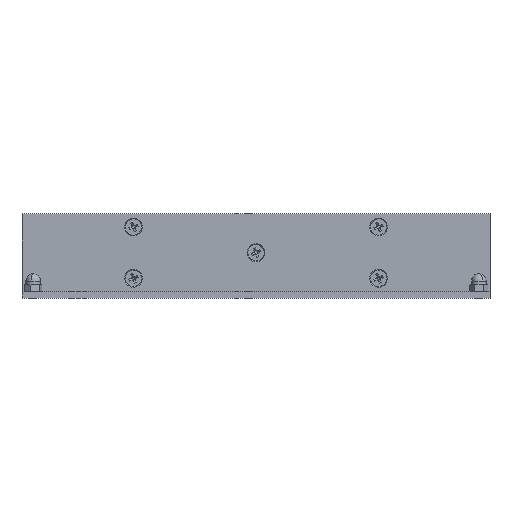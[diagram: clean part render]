
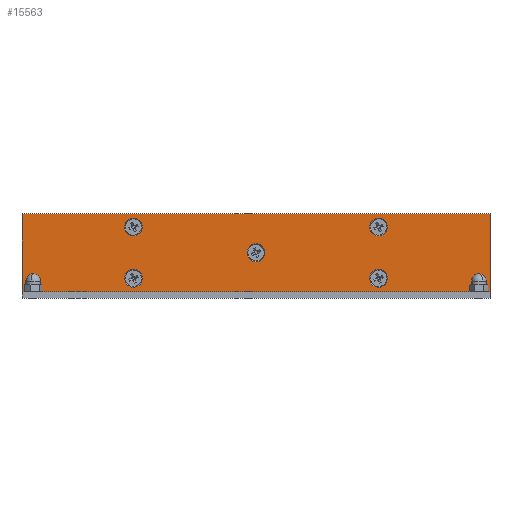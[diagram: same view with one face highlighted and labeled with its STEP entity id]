
A CAD part, top view. The second image highlights one B-rep face of the part: STEP entity #15563.
In plain terms, the highlighted planar face has unit normal (0, 0, 1).
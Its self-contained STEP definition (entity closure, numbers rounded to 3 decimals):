
#54 = AXIS2_PLACEMENT_3D ( 'NONE', #4556, #3338, #782 ) ;
#343 = DIRECTION ( 'NONE',  ( 0., 0., 1. ) ) ;
#473 = AXIS2_PLACEMENT_3D ( 'NONE', #15543, #3815, #737 ) ;
#502 = CIRCLE ( 'NONE', #10352, 4. ) ;
#505 = VERTEX_POINT ( 'NONE', #16685 ) ;
#737 = DIRECTION ( 'NONE',  ( 0., -1., 0. ) ) ;
#753 = CARTESIAN_POINT ( 'NONE',  ( -105., 3., 3. ) ) ;
#782 = DIRECTION ( 'NONE',  ( 0., -1., 0. ) ) ;
#897 = DIRECTION ( 'NONE',  ( -1., 0., 0. ) ) ;
#1034 = VERTEX_POINT ( 'NONE', #2405 ) ;
#1036 = CARTESIAN_POINT ( 'NONE',  ( 0., 20.5, 3. ) ) ;
#1311 = AXIS2_PLACEMENT_3D ( 'NONE', #9557, #1645, #14937 ) ;
#1596 = CARTESIAN_POINT ( 'NONE',  ( -105., 3., 3. ) ) ;
#1645 = DIRECTION ( 'NONE',  ( 0., 0., 1. ) ) ;
#1655 = VECTOR ( 'NONE', #17139, 1000. ) ;
#1789 = CARTESIAN_POINT ( 'NONE',  ( 105., 3., 3. ) ) ;
#2036 = CIRCLE ( 'NONE', #5943, 4. ) ;
#2313 = CARTESIAN_POINT ( 'NONE',  ( 105., 3., 3. ) ) ;
#2405 = CARTESIAN_POINT ( 'NONE',  ( -55., 5., 3. ) ) ;
#2457 = ORIENTED_EDGE ( 'NONE', *, *, #17002, .F. ) ;
#2690 = VERTEX_POINT ( 'NONE', #13215 ) ;
#2971 = VERTEX_POINT ( 'NONE', #12840 ) ;
#2985 = EDGE_LOOP ( 'NONE', ( #11809, #5893 ) ) ;
#3080 = CARTESIAN_POINT ( 'NONE',  ( 55., 9., 3. ) ) ;
#3123 = EDGE_CURVE ( 'NONE', #2971, #5595, #11874, .T. ) ;
#3338 = DIRECTION ( 'NONE',  ( 0., 0., 1. ) ) ;
#3815 = DIRECTION ( 'NONE',  ( 0., 0., 1. ) ) ;
#3841 = DIRECTION ( 'NONE',  ( 0., 0., 1. ) ) ;
#3858 = CARTESIAN_POINT ( 'NONE',  ( -55., 36., 3. ) ) ;
#3891 = AXIS2_PLACEMENT_3D ( 'NONE', #6771, #11823, #10818 ) ;
#3941 = VERTEX_POINT ( 'NONE', #17179 ) ;
#4005 = EDGE_CURVE ( 'NONE', #10010, #3941, #7182, .T. ) ;
#4274 = CIRCLE ( 'NONE', #54, 4. ) ;
#4336 = DIRECTION ( 'NONE',  ( 0., -1., 0. ) ) ;
#4402 = FACE_BOUND ( 'NONE', #2985, .T. ) ;
#4556 = CARTESIAN_POINT ( 'NONE',  ( 55., 9., 3. ) ) ;
#4608 = VERTEX_POINT ( 'NONE', #7961 ) ;
#4826 = VERTEX_POINT ( 'NONE', #16321 ) ;
#5049 = EDGE_LOOP ( 'NONE', ( #5717, #15051 ) ) ;
#5275 = CIRCLE ( 'NONE', #1311, 4. ) ;
#5318 = CARTESIAN_POINT ( 'NONE',  ( -55., 13., 3. ) ) ;
#5351 = CARTESIAN_POINT ( 'NONE',  ( -55., 32., 3. ) ) ;
#5595 = VERTEX_POINT ( 'NONE', #6388 ) ;
#5717 = ORIENTED_EDGE ( 'NONE', *, *, #16276, .F. ) ;
#5730 = FACE_BOUND ( 'NONE', #9246, .T. ) ;
#5793 = CIRCLE ( 'NONE', #6369, 4. ) ;
#5824 = VERTEX_POINT ( 'NONE', #5318 ) ;
#5877 = DIRECTION ( 'NONE',  ( 0., 0., 1. ) ) ;
#5887 = CIRCLE ( 'NONE', #8145, 4. ) ;
#5893 = ORIENTED_EDGE ( 'NONE', *, *, #13036, .F. ) ;
#5924 = EDGE_CURVE ( 'NONE', #3941, #10010, #5793, .T. ) ;
#5943 = AXIS2_PLACEMENT_3D ( 'NONE', #16780, #343, #16375 ) ;
#6339 = EDGE_CURVE ( 'NONE', #1034, #5824, #15671, .T. ) ;
#6369 = AXIS2_PLACEMENT_3D ( 'NONE', #12538, #15015, #4336 ) ;
#6388 = CARTESIAN_POINT ( 'NONE',  ( 0., 16.5, 3. ) ) ;
#6401 = ORIENTED_EDGE ( 'NONE', *, *, #5924, .F. ) ;
#6578 = EDGE_LOOP ( 'NONE', ( #16649, #14067 ) ) ;
#6590 = DIRECTION ( 'NONE',  ( 0., -1., 0. ) ) ;
#6771 = CARTESIAN_POINT ( 'NONE',  ( 0., 20.5, 3. ) ) ;
#6792 = AXIS2_PLACEMENT_3D ( 'NONE', #1036, #3841, #9140 ) ;
#6865 = EDGE_CURVE ( 'NONE', #505, #14941, #502, .T. ) ;
#6983 = CIRCLE ( 'NONE', #3891, 4. ) ;
#7035 = CARTESIAN_POINT ( 'NONE',  ( 55., 32., 3. ) ) ;
#7182 = CIRCLE ( 'NONE', #14227, 4. ) ;
#7183 = EDGE_CURVE ( 'NONE', #5595, #2971, #6983, .T. ) ;
#7277 = DIRECTION ( 'NONE',  ( 0., -1., 0. ) ) ;
#7316 = FACE_BOUND ( 'NONE', #5049, .T. ) ;
#7545 = EDGE_CURVE ( 'NONE', #4826, #2690, #7714, .T. ) ;
#7714 = LINE ( 'NONE', #11802, #1655 ) ;
#7961 = CARTESIAN_POINT ( 'NONE',  ( 105., 3., 3. ) ) ;
#8145 = AXIS2_PLACEMENT_3D ( 'NONE', #5351, #10552, #6590 ) ;
#8356 = DIRECTION ( 'NONE',  ( 0., -1., 0. ) ) ;
#8438 = EDGE_LOOP ( 'NONE', ( #16871, #6401 ) ) ;
#8470 = FACE_BOUND ( 'NONE', #8438, .T. ) ;
#8689 = VECTOR ( 'NONE', #9718, 1000. ) ;
#9140 = DIRECTION ( 'NONE',  ( 0., -1., 0. ) ) ;
#9166 = EDGE_CURVE ( 'NONE', #4826, #4608, #13523, .T. ) ;
#9246 = EDGE_LOOP ( 'NONE', ( #2457, #12153 ) ) ;
#9447 = VECTOR ( 'NONE', #7277, 1000. ) ;
#9557 = CARTESIAN_POINT ( 'NONE',  ( -55., 32., 3. ) ) ;
#9580 = EDGE_CURVE ( 'NONE', #10401, #10118, #5887, .T. ) ;
#9718 = DIRECTION ( 'NONE',  ( 0., -1., 0. ) ) ;
#10010 = VERTEX_POINT ( 'NONE', #10487 ) ;
#10118 = VERTEX_POINT ( 'NONE', #10828 ) ;
#10352 = AXIS2_PLACEMENT_3D ( 'NONE', #3080, #11010, #12511 ) ;
#10401 = VERTEX_POINT ( 'NONE', #3858 ) ;
#10487 = CARTESIAN_POINT ( 'NONE',  ( 55., 28., 3. ) ) ;
#10552 = DIRECTION ( 'NONE',  ( 0., 0., 1. ) ) ;
#10818 = DIRECTION ( 'NONE',  ( 0., -1., 0. ) ) ;
#10828 = CARTESIAN_POINT ( 'NONE',  ( -55., 28., 3. ) ) ;
#11010 = DIRECTION ( 'NONE',  ( 0., 0., 1. ) ) ;
#11019 = FACE_OUTER_BOUND ( 'NONE', #15876, .T. ) ;
#11194 = FACE_BOUND ( 'NONE', #6578, .T. ) ;
#11802 = CARTESIAN_POINT ( 'NONE',  ( 105., 38., 3. ) ) ;
#11809 = ORIENTED_EDGE ( 'NONE', *, *, #6339, .F. ) ;
#11823 = DIRECTION ( 'NONE',  ( 0., 0., 1. ) ) ;
#11874 = CIRCLE ( 'NONE', #6792, 4. ) ;
#12153 = ORIENTED_EDGE ( 'NONE', *, *, #6865, .F. ) ;
#12437 = DIRECTION ( 'NONE',  ( 0., 0., -1. ) ) ;
#12511 = DIRECTION ( 'NONE',  ( 0., -1., 0. ) ) ;
#12538 = CARTESIAN_POINT ( 'NONE',  ( 55., 32., 3. ) ) ;
#12701 = DIRECTION ( 'NONE',  ( 0., 1., 0. ) ) ;
#12784 = EDGE_CURVE ( 'NONE', #4608, #13115, #12969, .T. ) ;
#12840 = CARTESIAN_POINT ( 'NONE',  ( 0., 24.5, 3. ) ) ;
#12969 = LINE ( 'NONE', #2313, #12976 ) ;
#12976 = VECTOR ( 'NONE', #897, 1000. ) ;
#13036 = EDGE_CURVE ( 'NONE', #5824, #1034, #2036, .T. ) ;
#13115 = VERTEX_POINT ( 'NONE', #1596 ) ;
#13215 = CARTESIAN_POINT ( 'NONE',  ( -105., 38., 3. ) ) ;
#13523 = LINE ( 'NONE', #16402, #8689 ) ;
#14031 = PLANE ( 'NONE',  #14824 ) ;
#14067 = ORIENTED_EDGE ( 'NONE', *, *, #3123, .F. ) ;
#14154 = LINE ( 'NONE', #753, #9447 ) ;
#14227 = AXIS2_PLACEMENT_3D ( 'NONE', #7035, #5877, #8356 ) ;
#14420 = ORIENTED_EDGE ( 'NONE', *, *, #9166, .F. ) ;
#14824 = AXIS2_PLACEMENT_3D ( 'NONE', #1789, #12437, #12701 ) ;
#14896 = EDGE_CURVE ( 'NONE', #2690, #13115, #14154, .T. ) ;
#14937 = DIRECTION ( 'NONE',  ( 0., -1., 0. ) ) ;
#14941 = VERTEX_POINT ( 'NONE', #16511 ) ;
#14966 = ORIENTED_EDGE ( 'NONE', *, *, #14896, .T. ) ;
#15015 = DIRECTION ( 'NONE',  ( 0., 0., 1. ) ) ;
#15051 = ORIENTED_EDGE ( 'NONE', *, *, #9580, .F. ) ;
#15543 = CARTESIAN_POINT ( 'NONE',  ( -55., 9., 3. ) ) ;
#15563 = ADVANCED_FACE ( 'NONE', ( #11194, #5730, #8470, #7316, #4402, #11019 ), #14031, .F. ) ;
#15566 = ORIENTED_EDGE ( 'NONE', *, *, #7545, .T. ) ;
#15671 = CIRCLE ( 'NONE', #473, 4. ) ;
#15876 = EDGE_LOOP ( 'NONE', ( #14966, #16277, #14420, #15566 ) ) ;
#16276 = EDGE_CURVE ( 'NONE', #10118, #10401, #5275, .T. ) ;
#16277 = ORIENTED_EDGE ( 'NONE', *, *, #12784, .F. ) ;
#16321 = CARTESIAN_POINT ( 'NONE',  ( 105., 38., 3. ) ) ;
#16375 = DIRECTION ( 'NONE',  ( 0., -1., 0. ) ) ;
#16402 = CARTESIAN_POINT ( 'NONE',  ( 105., 3., 3. ) ) ;
#16511 = CARTESIAN_POINT ( 'NONE',  ( 55., 5., 3. ) ) ;
#16649 = ORIENTED_EDGE ( 'NONE', *, *, #7183, .F. ) ;
#16685 = CARTESIAN_POINT ( 'NONE',  ( 55., 13., 3. ) ) ;
#16780 = CARTESIAN_POINT ( 'NONE',  ( -55., 9., 3. ) ) ;
#16871 = ORIENTED_EDGE ( 'NONE', *, *, #4005, .F. ) ;
#17002 = EDGE_CURVE ( 'NONE', #14941, #505, #4274, .T. ) ;
#17139 = DIRECTION ( 'NONE',  ( -1., 0., 0. ) ) ;
#17179 = CARTESIAN_POINT ( 'NONE',  ( 55., 36., 3. ) ) ;
